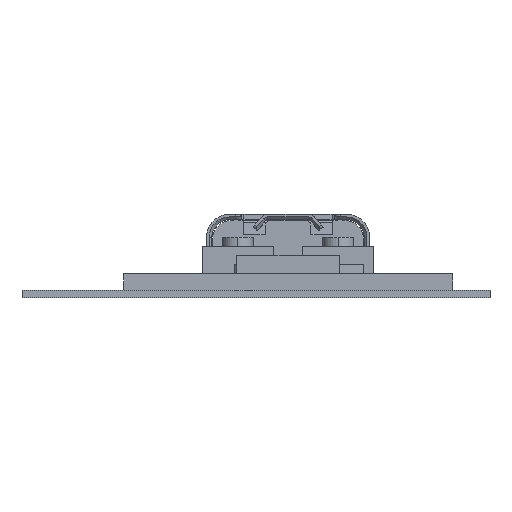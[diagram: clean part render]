
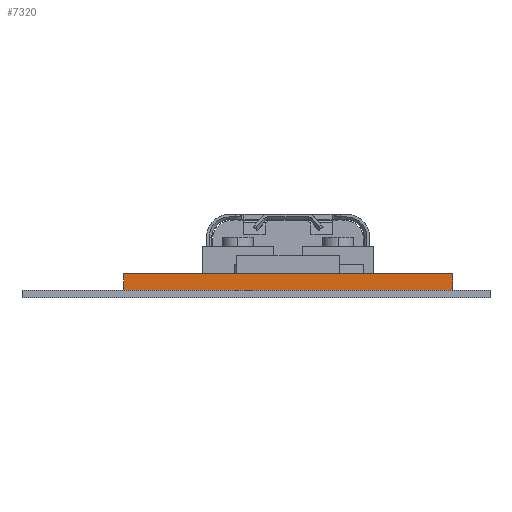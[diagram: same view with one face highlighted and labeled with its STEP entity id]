
A CAD part, front view. The second image highlights one B-rep face of the part: STEP entity #7320.
In plain terms, the highlighted face is planar.
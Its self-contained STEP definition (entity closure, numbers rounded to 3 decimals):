
#6875 = VERTEX_POINT('',#6876);
#6876 = CARTESIAN_POINT('',(9.,0.9,-11.35));
#6882 = EDGE_CURVE('',#6875,#6883,#6885,.T.);
#6883 = VERTEX_POINT('',#6884);
#6884 = CARTESIAN_POINT('',(-9.,0.9,-11.35));
#6885 = LINE('',#6886,#6887);
#6886 = CARTESIAN_POINT('',(9.,0.9,-11.35));
#6887 = VECTOR('',#6888,1.);
#6888 = DIRECTION('',(-1.,0.,0.));
#7085 = VERTEX_POINT('',#7086);
#7086 = CARTESIAN_POINT('',(-9.,0.,-11.35));
#7092 = EDGE_CURVE('',#7093,#7085,#7095,.T.);
#7093 = VERTEX_POINT('',#7094);
#7094 = CARTESIAN_POINT('',(9.,0.,-11.35));
#7095 = LINE('',#7096,#7097);
#7096 = CARTESIAN_POINT('',(9.,0.,-11.35));
#7097 = VECTOR('',#7098,1.);
#7098 = DIRECTION('',(-1.,0.,0.));
#7310 = EDGE_CURVE('',#6883,#7085,#7311,.T.);
#7311 = LINE('',#7312,#7313);
#7312 = CARTESIAN_POINT('',(-9.,0.9,-11.35));
#7313 = VECTOR('',#7314,1.);
#7314 = DIRECTION('',(0.,-1.,0.));
#7320 = ADVANCED_FACE('',(#7321),#7332,.F.);
#7321 = FACE_BOUND('',#7322,.T.);
#7322 = EDGE_LOOP('',(#7323,#7324,#7325,#7326));
#7323 = ORIENTED_EDGE('',*,*,#7092,.T.);
#7324 = ORIENTED_EDGE('',*,*,#7310,.F.);
#7325 = ORIENTED_EDGE('',*,*,#6882,.F.);
#7326 = ORIENTED_EDGE('',*,*,#7327,.T.);
#7327 = EDGE_CURVE('',#6875,#7093,#7328,.T.);
#7328 = LINE('',#7329,#7330);
#7329 = CARTESIAN_POINT('',(9.,0.9,-11.35));
#7330 = VECTOR('',#7331,1.);
#7331 = DIRECTION('',(0.,-1.,0.));
#7332 = PLANE('',#7333);
#7333 = AXIS2_PLACEMENT_3D('',#7334,#7335,#7336);
#7334 = CARTESIAN_POINT('',(9.,0.9,-11.35));
#7335 = DIRECTION('',(0.,0.,1.));
#7336 = DIRECTION('',(1.,0.,0.));
